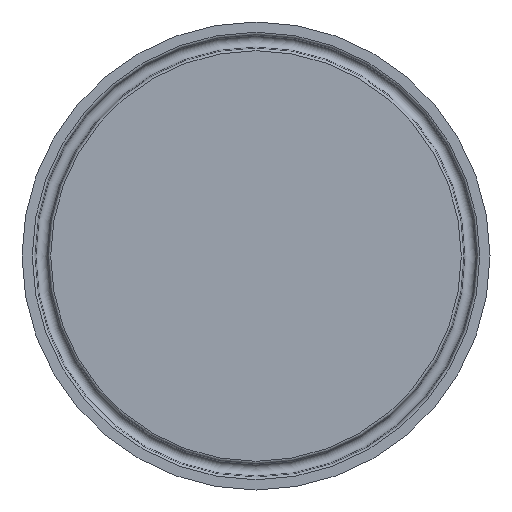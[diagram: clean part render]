
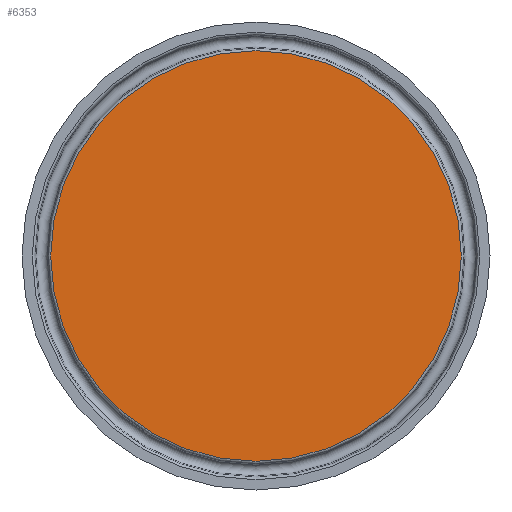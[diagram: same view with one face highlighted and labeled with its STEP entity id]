
A CAD part, left-side view. The second image highlights one B-rep face of the part: STEP entity #6353.
In plain terms, the highlighted planar face has unit normal (-1, 0, 0).
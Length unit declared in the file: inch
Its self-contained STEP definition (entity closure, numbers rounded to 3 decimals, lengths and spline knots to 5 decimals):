
#27=CIRCLE('',#6542,1.56984);
#580=FACE_OUTER_BOUND('',#962,.T.);
#962=EDGE_LOOP('',(#5808));
#3064=VERTEX_POINT('',#12029);
#3981=EDGE_CURVE('',#3064,#3064,#27,.T.);
#5808=ORIENTED_EDGE('',*,*,#3981,.F.);
#5990=PLANE('',#6541);
#6353=ADVANCED_FACE('',(#580),#5990,.T.);
#6541=AXIS2_PLACEMENT_3D('',#12028,#7486,#7487);
#6542=AXIS2_PLACEMENT_3D('',#12030,#7488,#7489);
#7486=DIRECTION('center_axis',(-1.,0.,0.));
#7487=DIRECTION('ref_axis',(0.,0.,1.));
#7488=DIRECTION('center_axis',(1.,0.,0.));
#7489=DIRECTION('ref_axis',(0.,1.,0.));
#12028=CARTESIAN_POINT('Origin',(0.,0.78492,
0.));
#12029=CARTESIAN_POINT('',(0.,1.56984,0.));
#12030=CARTESIAN_POINT('Origin',(0.,0.,0.));
